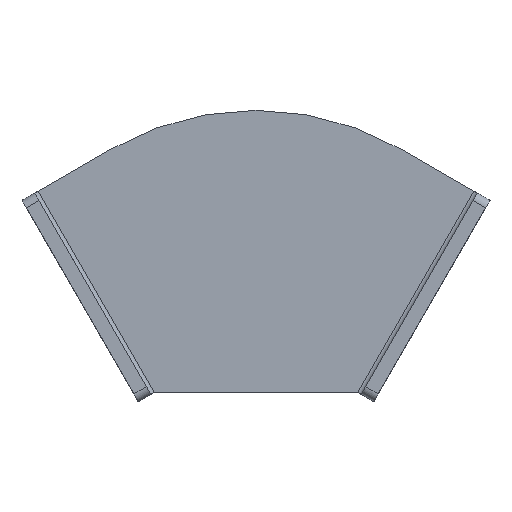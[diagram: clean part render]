
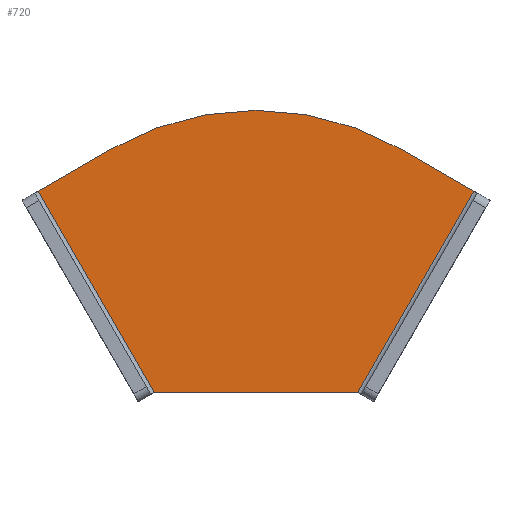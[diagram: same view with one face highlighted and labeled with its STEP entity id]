
A CAD part, top view. The second image highlights one B-rep face of the part: STEP entity #720.
In plain terms, the highlighted planar face has unit normal (0, 0, 1).
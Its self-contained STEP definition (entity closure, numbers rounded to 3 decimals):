
#13 = LINE ( 'NONE', #740, #328 ) ;
#26 = DIRECTION ( 'NONE',  ( 0.5, -0.866, 0. ) ) ;
#40 = VERTEX_POINT ( 'NONE', #271 ) ;
#57 = FACE_OUTER_BOUND ( 'NONE', #475, .T. ) ;
#63 = CARTESIAN_POINT ( 'NONE',  ( -25., 41.858, 0. ) ) ;
#81 = DIRECTION ( 'NONE',  ( -0.866, 0.5, 0. ) ) ;
#94 = VERTEX_POINT ( 'NONE', #63 ) ;
#120 = ORIENTED_EDGE ( 'NONE', *, *, #836, .T. ) ;
#123 = DIRECTION ( 'NONE',  ( 0.5, 0.866, 0. ) ) ;
#133 = EDGE_CURVE ( 'NONE', #40, #188, #482, .T. ) ;
#142 = CARTESIAN_POINT ( 'NONE',  ( 25., 41.858, 0. ) ) ;
#154 = EDGE_CURVE ( 'NONE', #94, #875, #925, .T. ) ;
#188 = VERTEX_POINT ( 'NONE', #862 ) ;
#202 = ORIENTED_EDGE ( 'NONE', *, *, #927, .T. ) ;
#217 = DIRECTION ( 'NONE',  ( 0., 0., -1. ) ) ;
#256 = VECTOR ( 'NONE', #123, 1000. ) ;
#271 = CARTESIAN_POINT ( 'NONE',  ( 17.5, 0., 0. ) ) ;
#298 = CARTESIAN_POINT ( 'NONE',  ( -17.5, 0., 0. ) ) ;
#321 = VECTOR ( 'NONE', #26, 1000. ) ;
#328 = VECTOR ( 'NONE', #81, 1000. ) ;
#371 = DIRECTION ( 'NONE',  ( -1., 0., 0. ) ) ;
#434 = CARTESIAN_POINT ( 'NONE',  ( -37.5, 34.641, 0. ) ) ;
#441 = LINE ( 'NONE', #455, #321 ) ;
#451 = DIRECTION ( 'NONE',  ( 0., 0., 1. ) ) ;
#455 = CARTESIAN_POINT ( 'NONE',  ( -17.5, 0., 0. ) ) ;
#475 = EDGE_LOOP ( 'NONE', ( #890, #120, #480, #202, #698, #710 ) ) ;
#480 = ORIENTED_EDGE ( 'NONE', *, *, #154, .T. ) ;
#482 = LINE ( 'NONE', #763, #256 ) ;
#602 = CARTESIAN_POINT ( 'NONE',  ( 17.5, 0., 0. ) ) ;
#607 = VECTOR ( 'NONE', #775, 1000. ) ;
#611 = AXIS2_PLACEMENT_3D ( 'NONE', #711, #217, #695 ) ;
#614 = EDGE_CURVE ( 'NONE', #841, #40, #824, .T. ) ;
#650 = AXIS2_PLACEMENT_3D ( 'NONE', #891, #451, #371 ) ;
#695 = DIRECTION ( 'NONE',  ( -1., 0., 0. ) ) ;
#697 = CIRCLE ( 'NONE', #650, 50. ) ;
#698 = ORIENTED_EDGE ( 'NONE', *, *, #614, .T. ) ;
#710 = ORIENTED_EDGE ( 'NONE', *, *, #133, .T. ) ;
#711 = CARTESIAN_POINT ( 'NONE',  ( 0., 0., 0. ) ) ;
#720 = ADVANCED_FACE ( 'NONE', ( #57 ), #911, .F. ) ;
#733 = DIRECTION ( 'NONE',  ( 1., 0., 0. ) ) ;
#740 = CARTESIAN_POINT ( 'NONE',  ( 0., 56.292, 0. ) ) ;
#763 = CARTESIAN_POINT ( 'NONE',  ( 37.5, 34.641, 0. ) ) ;
#775 = DIRECTION ( 'NONE',  ( -0.866, -0.5, 0. ) ) ;
#795 = VERTEX_POINT ( 'NONE', #142 ) ;
#824 = LINE ( 'NONE', #602, #858 ) ;
#836 = EDGE_CURVE ( 'NONE', #795, #94, #697, .T. ) ;
#841 = VERTEX_POINT ( 'NONE', #298 ) ;
#845 = CARTESIAN_POINT ( 'NONE',  ( -37.5, 34.641, 0. ) ) ;
#858 = VECTOR ( 'NONE', #733, 1000. ) ;
#862 = CARTESIAN_POINT ( 'NONE',  ( 37.5, 34.641, 0. ) ) ;
#875 = VERTEX_POINT ( 'NONE', #434 ) ;
#881 = EDGE_CURVE ( 'NONE', #188, #795, #13, .T. ) ;
#890 = ORIENTED_EDGE ( 'NONE', *, *, #881, .T. ) ;
#891 = CARTESIAN_POINT ( 'NONE',  ( 0., -1.443, 0. ) ) ;
#911 = PLANE ( 'NONE',  #611 ) ;
#925 = LINE ( 'NONE', #845, #607 ) ;
#927 = EDGE_CURVE ( 'NONE', #875, #841, #441, .T. ) ;
